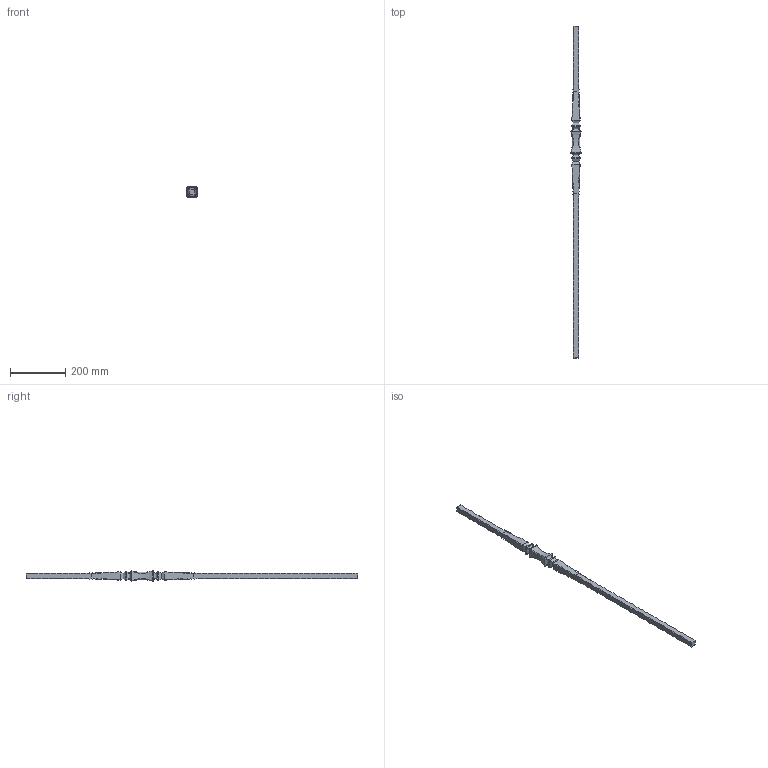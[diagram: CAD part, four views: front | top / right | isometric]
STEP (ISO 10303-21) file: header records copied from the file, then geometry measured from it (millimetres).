
FILE_DESCRIPTION (( 'STEP AP203' ), '1' );
FILE_NAME ('1007.STEP', '2023-05-04T11:18:47', ( '' ), ( '' ), 'SwSTEP 2.0', 'SolidWorks 2018', '' );
FILE_SCHEMA (( 'CONFIG_CONTROL_DESIGN' ));
Length unit declared in the file: millimetre
Products named in the file (1): 1007
Bounding box: 37 x 1200 x 37 mm (x, y, z)
Volume: 586322.1 mm3; surface area: 106356.4 mm2
Topology: 1 solids, 1 shells, 352 faces, 1114 edges, 624 vertices
Faces by surface type: plane 156, bspline 106, torus 86, cylinder 4
Entity records: 16203 total; most frequent: CARTESIAN_POINT 7887, ORIENTED_EDGE 1912, DIRECTION 1384, EDGE_CURVE 956, VERTEX_POINT 624, LINE 534, VECTOR 534, AXIS2_PLACEMENT_3D 425
